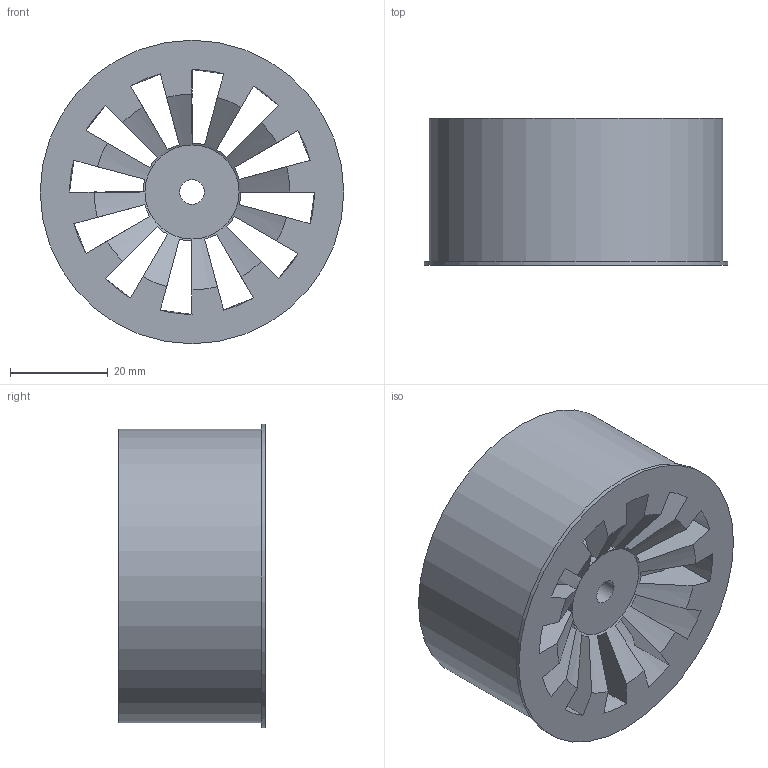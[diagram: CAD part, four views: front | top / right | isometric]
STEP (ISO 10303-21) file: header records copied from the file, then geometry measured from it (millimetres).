
FILE_DESCRIPTION(('FreeCAD Model'),'2;1');
FILE_NAME('Open CASCADE Shape Model','2026-01-20T21:29:22',('Author'),( ''),'Open CASCADE STEP processor 7.8','FreeCAD','Unknown');
FILE_SCHEMA(('AUTOMOTIVE_DESIGN { 1 0 10303 214 1 1 1 1 }'));
Length unit declared in the file: millimetre
Products named in the file (1): Rim
Bounding box: 62 x 30 x 62 mm (x, y, z)
Volume: 35064 mm3; surface area: 17614 mm2
Topology: 1 solids, 1 shells, 78 faces, 308 edges, 212 vertices
Faces by surface type: plane 48, cone 13, torus 12, cylinder 5
Full cylindrical faces by diameter (mm): 5 x1, 20 x1, 50 x1, 60 x1, 62 x1
Entity records: 3382 total; most frequent: ORIENTED_EDGE 616, CARTESIAN_POINT 603, DIRECTION 602, EDGE_CURVE 308, AXIS2_PLACEMENT_3D 219, VERTEX_POINT 212, LINE 164, VECTOR 164
